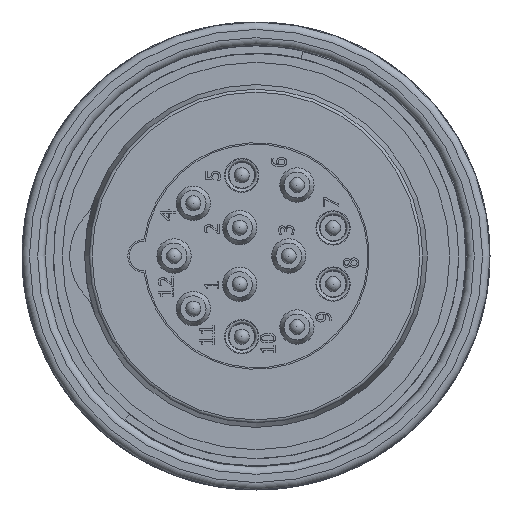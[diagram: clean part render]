
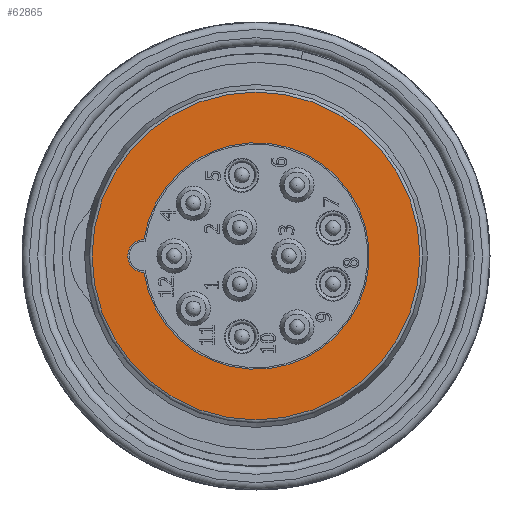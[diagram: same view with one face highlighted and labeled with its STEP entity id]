
A CAD part, left-side view. The second image highlights one B-rep face of the part: STEP entity #62865.
In plain terms, the highlighted planar face has unit normal (-1, 0, 0).
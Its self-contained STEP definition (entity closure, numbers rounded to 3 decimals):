
#2832=PLANE('',#66548);
#3041=FACE_OUTER_BOUND('',#7931,.T.);
#6680=CIRCLE('',#66538,7.6);
#6682=CIRCLE('',#66541,1.1);
#6686=CIRCLE('',#66549,10.998);
#6687=CIRCLE('',#66550,10.998);
#7501=FACE_BOUND('',#7932,.T.);
#7931=EDGE_LOOP('',(#38829,#38830));
#7932=EDGE_LOOP('',(#38831,#38832));
#22244=VERTEX_POINT('',#73362);
#22245=VERTEX_POINT('',#73363);
#22248=VERTEX_POINT('',#73379);
#22249=VERTEX_POINT('',#73380);
#28898=EDGE_CURVE('',#22244,#22245,#6680,.T.);
#28902=EDGE_CURVE('',#22245,#22244,#6682,.T.);
#28906=EDGE_CURVE('',#22248,#22249,#6686,.T.);
#28907=EDGE_CURVE('',#22249,#22248,#6687,.T.);
#38829=ORIENTED_EDGE('',*,*,#28906,.F.);
#38830=ORIENTED_EDGE('',*,*,#28907,.F.);
#38831=ORIENTED_EDGE('',*,*,#28898,.T.);
#38832=ORIENTED_EDGE('',*,*,#28902,.T.);
#62865=ADVANCED_FACE('',(#3041,#7501),#2832,.T.);
#66538=AXIS2_PLACEMENT_3D('',#73364,#68334,#68335);
#66541=AXIS2_PLACEMENT_3D('',#73371,#68342,#68343);
#66548=AXIS2_PLACEMENT_3D('',#73378,#68356,#68357);
#66549=AXIS2_PLACEMENT_3D('',#73381,#68358,#68359);
#66550=AXIS2_PLACEMENT_3D('',#73382,#68360,#68361);
#68334=DIRECTION('center_axis',(1.,0.,0.));
#68335=DIRECTION('ref_axis',(0.,-0.989,0.145));
#68342=DIRECTION('center_axis',(1.,0.,0.));
#68343=DIRECTION('ref_axis',(0.,-0.018,-1.));
#68356=DIRECTION('center_axis',(-1.,0.,0.));
#68357=DIRECTION('ref_axis',(0.,0.,1.));
#68358=DIRECTION('center_axis',(1.,0.,0.));
#68359=DIRECTION('ref_axis',(0.,-1.,0.));
#68360=DIRECTION('center_axis',(1.,0.,0.));
#68361=DIRECTION('ref_axis',(0.,-1.,0.));
#73362=CARTESIAN_POINT('',(0.,7.52,1.1));
#73363=CARTESIAN_POINT('',(0.,7.52,-1.1));
#73364=CARTESIAN_POINT('Origin',(0.,0.,0.));
#73371=CARTESIAN_POINT('Origin',(0.,7.5,0.));
#73378=CARTESIAN_POINT('Origin',(0.,11.5,0.));
#73379=CARTESIAN_POINT('',(0.,10.998,0.));
#73380=CARTESIAN_POINT('',(0.,0.,10.998));
#73381=CARTESIAN_POINT('Origin',(0.,0.,0.));
#73382=CARTESIAN_POINT('Origin',(0.,0.,0.));
